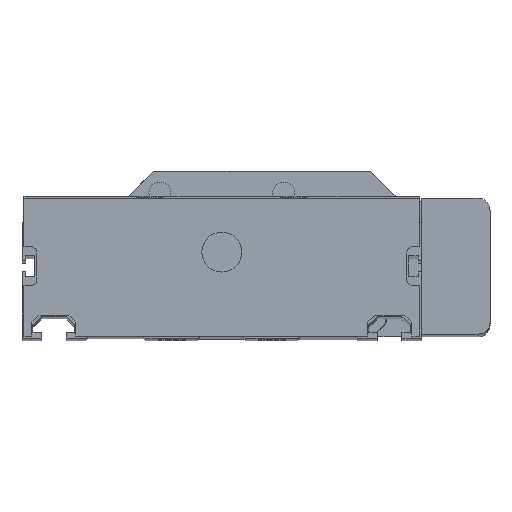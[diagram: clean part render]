
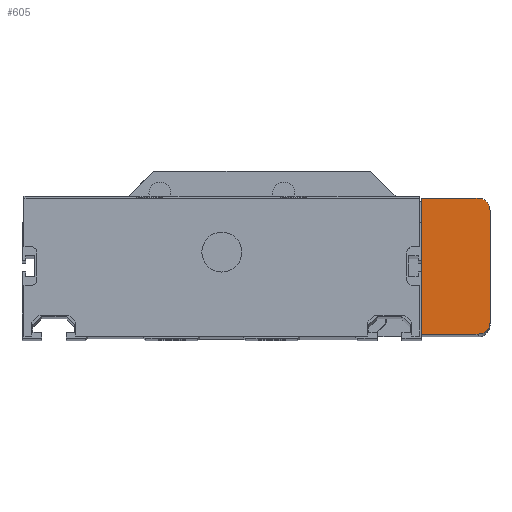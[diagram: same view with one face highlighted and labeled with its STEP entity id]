
A CAD part, top view. The second image highlights one B-rep face of the part: STEP entity #605.
In plain terms, the highlighted planar face has unit normal (0, 0, 1).
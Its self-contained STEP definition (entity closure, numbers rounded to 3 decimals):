
#47 = VECTOR ( 'NONE', #1978, 1000. ) ;
#72 = VERTEX_POINT ( 'NONE', #11838 ) ;
#111 = CARTESIAN_POINT ( 'NONE',  ( 50., 13.5, 414.7 ) ) ;
#404 = VECTOR ( 'NONE', #16409, 1000. ) ;
#605 = ADVANCED_FACE ( 'NONE', ( #21992 ), #1759, .T. ) ;
#953 = DIRECTION ( 'NONE',  ( 0., 0., 1. ) ) ;
#1759 = PLANE ( 'NONE',  #9719 ) ;
#1978 = DIRECTION ( 'NONE',  ( 1., 0., 0. ) ) ;
#2125 = CARTESIAN_POINT ( 'NONE',  ( 64.1, -20.5, 414.7 ) ) ;
#2673 = EDGE_CURVE ( 'NONE', #10755, #5855, #13167, .T. ) ;
#3304 = ORIENTED_EDGE ( 'NONE', *, *, #26453, .T. ) ;
#3933 = VECTOR ( 'NONE', #15049, 1000. ) ;
#4626 = CARTESIAN_POINT ( 'NONE',  ( 64.1, 10.5, 414.7 ) ) ;
#5855 = VERTEX_POINT ( 'NONE', #16768 ) ;
#5966 = EDGE_CURVE ( 'NONE', #23277, #10755, #22439, .T. ) ;
#6119 = CARTESIAN_POINT ( 'NONE',  ( 47.9, -6.75, 414.7 ) ) ;
#6878 = CARTESIAN_POINT ( 'NONE',  ( 67.1, -17.5, 414.7 ) ) ;
#7539 = ORIENTED_EDGE ( 'NONE', *, *, #9759, .T. ) ;
#8319 = DIRECTION ( 'NONE',  ( 0., 0., 1. ) ) ;
#9211 = EDGE_CURVE ( 'NONE', #5855, #14626, #11787, .T. ) ;
#9719 = AXIS2_PLACEMENT_3D ( 'NONE', #6119, #8319, #24037 ) ;
#9759 = EDGE_CURVE ( 'NONE', #27474, #23277, #12856, .T. ) ;
#10316 = VECTOR ( 'NONE', #15286, 1000. ) ;
#10755 = VERTEX_POINT ( 'NONE', #24850 ) ;
#11787 = CIRCLE ( 'NONE', #26692, 3. ) ;
#11838 = CARTESIAN_POINT ( 'NONE',  ( 67.1, 10.5, 414.7 ) ) ;
#11878 = AXIS2_PLACEMENT_3D ( 'NONE', #4626, #953, #14036 ) ;
#12352 = CIRCLE ( 'NONE', #11878, 3. ) ;
#12856 = LINE ( 'NONE', #23957, #3933 ) ;
#13167 = LINE ( 'NONE', #2125, #47 ) ;
#13520 = CARTESIAN_POINT ( 'NONE',  ( 50., 13.5, 414.7 ) ) ;
#14036 = DIRECTION ( 'NONE',  ( 1., 0., 0. ) ) ;
#14466 = ORIENTED_EDGE ( 'NONE', *, *, #2673, .T. ) ;
#14486 = CARTESIAN_POINT ( 'NONE',  ( 67.1, 10.5, 414.7 ) ) ;
#14626 = VERTEX_POINT ( 'NONE', #6878 ) ;
#15049 = DIRECTION ( 'NONE',  ( -1., 0., 0. ) ) ;
#15286 = DIRECTION ( 'NONE',  ( 0., -1., 0. ) ) ;
#15349 = EDGE_CURVE ( 'NONE', #14626, #72, #20763, .T. ) ;
#16409 = DIRECTION ( 'NONE',  ( 0., 1., 0. ) ) ;
#16768 = CARTESIAN_POINT ( 'NONE',  ( 64.1, -20.5, 414.7 ) ) ;
#18200 = ORIENTED_EDGE ( 'NONE', *, *, #15349, .T. ) ;
#18761 = ORIENTED_EDGE ( 'NONE', *, *, #9211, .T. ) ;
#18886 = CARTESIAN_POINT ( 'NONE',  ( 64.1, -17.5, 414.7 ) ) ;
#20199 = ORIENTED_EDGE ( 'NONE', *, *, #5966, .T. ) ;
#20763 = LINE ( 'NONE', #14486, #404 ) ;
#21992 = FACE_OUTER_BOUND ( 'NONE', #28626, .T. ) ;
#22439 = LINE ( 'NONE', #13520, #10316 ) ;
#23130 = DIRECTION ( 'NONE',  ( 1., 0., 0. ) ) ;
#23277 = VERTEX_POINT ( 'NONE', #111 ) ;
#23957 = CARTESIAN_POINT ( 'NONE',  ( 50., 13.5, 414.7 ) ) ;
#24037 = DIRECTION ( 'NONE',  ( 1., 0., 0. ) ) ;
#24850 = CARTESIAN_POINT ( 'NONE',  ( 50., -20.5, 414.7 ) ) ;
#26453 = EDGE_CURVE ( 'NONE', #72, #27474, #12352, .T. ) ;
#26692 = AXIS2_PLACEMENT_3D ( 'NONE', #18886, #27655, #23130 ) ;
#27330 = CARTESIAN_POINT ( 'NONE',  ( 64.1, 13.5, 414.7 ) ) ;
#27474 = VERTEX_POINT ( 'NONE', #27330 ) ;
#27655 = DIRECTION ( 'NONE',  ( 0., 0., 1. ) ) ;
#28626 = EDGE_LOOP ( 'NONE', ( #3304, #7539, #20199, #14466, #18761, #18200 ) ) ;
